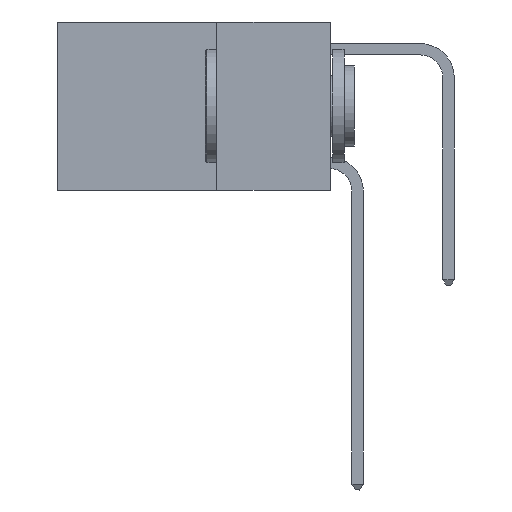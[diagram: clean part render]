
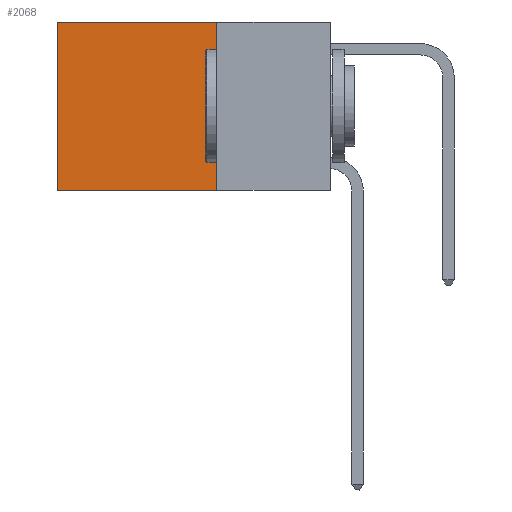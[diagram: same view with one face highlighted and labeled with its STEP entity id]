
A CAD part, left-side view. The second image highlights one B-rep face of the part: STEP entity #2068.
In plain terms, the highlighted planar face has unit normal (-1, 0, 0).
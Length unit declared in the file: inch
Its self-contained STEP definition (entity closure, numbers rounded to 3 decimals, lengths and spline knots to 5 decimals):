
#847 = VERTEX_POINT ( 'NONE', #16339 ) ;
#1097 = ORIENTED_EDGE ( 'NONE', *, *, #2739, .T. ) ;
#2068 = ADVANCED_FACE ( 'NONE', ( #3649 ), #29288, .F. ) ;
#2739 = EDGE_CURVE ( 'NONE', #30186, #13149, #12558, .T. ) ;
#3394 = CARTESIAN_POINT ( 'NONE',  ( 0.2625, 0.25, 0. ) ) ;
#3545 = VERTEX_POINT ( 'NONE', #17522 ) ;
#3649 = FACE_OUTER_BOUND ( 'NONE', #9732, .T. ) ;
#4352 = LINE ( 'NONE', #30240, #8449 ) ;
#5621 = ORIENTED_EDGE ( 'NONE', *, *, #17750, .F. ) ;
#6198 = VECTOR ( 'NONE', #12352, 39.37008 ) ;
#7455 = VECTOR ( 'NONE', #10864, 39.37008 ) ;
#8449 = VECTOR ( 'NONE', #25755, 39.37008 ) ;
#9245 = ORIENTED_EDGE ( 'NONE', *, *, #15976, .F. ) ;
#9456 = CARTESIAN_POINT ( 'NONE',  ( 0.2625, 0.6, 0. ) ) ;
#9732 = EDGE_LOOP ( 'NONE', ( #14663, #9245, #5621, #1097 ) ) ;
#10495 = EDGE_CURVE ( 'NONE', #13149, #847, #16530, .T. ) ;
#10864 = DIRECTION ( 'NONE',  ( 0., 1., 0. ) ) ;
#11758 = DIRECTION ( 'NONE',  ( 0., 0., -1. ) ) ;
#12352 = DIRECTION ( 'NONE',  ( 0., 1., 0. ) ) ;
#12558 = LINE ( 'NONE', #30733, #6198 ) ;
#12655 = DIRECTION ( 'NONE',  ( 1., 0., 0. ) ) ;
#13149 = VERTEX_POINT ( 'NONE', #23361 ) ;
#14663 = ORIENTED_EDGE ( 'NONE', *, *, #10495, .T. ) ;
#15976 = EDGE_CURVE ( 'NONE', #3545, #847, #26568, .T. ) ;
#16339 = CARTESIAN_POINT ( 'NONE',  ( 0.2625, 0.6, -0.37 ) ) ;
#16530 = LINE ( 'NONE', #9456, #18053 ) ;
#17522 = CARTESIAN_POINT ( 'NONE',  ( 0.2625, 0.25, -0.37 ) ) ;
#17750 = EDGE_CURVE ( 'NONE', #30186, #3545, #4352, .T. ) ;
#18053 = VECTOR ( 'NONE', #11758, 39.37008 ) ;
#19979 = DIRECTION ( 'NONE',  ( 0., 0., -1. ) ) ;
#23361 = CARTESIAN_POINT ( 'NONE',  ( 0.2625, 0.6, 0. ) ) ;
#25695 = CARTESIAN_POINT ( 'NONE',  ( 0.2625, 0.25, 0. ) ) ;
#25755 = DIRECTION ( 'NONE',  ( 0., 0., -1. ) ) ;
#26568 = LINE ( 'NONE', #29502, #7455 ) ;
#26673 = AXIS2_PLACEMENT_3D ( 'NONE', #3394, #12655, #19979 ) ;
#29288 = PLANE ( 'NONE',  #26673 ) ;
#29502 = CARTESIAN_POINT ( 'NONE',  ( 0.2625, 0.25, -0.37 ) ) ;
#30186 = VERTEX_POINT ( 'NONE', #25695 ) ;
#30240 = CARTESIAN_POINT ( 'NONE',  ( 0.2625, 0.25, 0. ) ) ;
#30733 = CARTESIAN_POINT ( 'NONE',  ( 0.2625, 0.25, 0. ) ) ;
